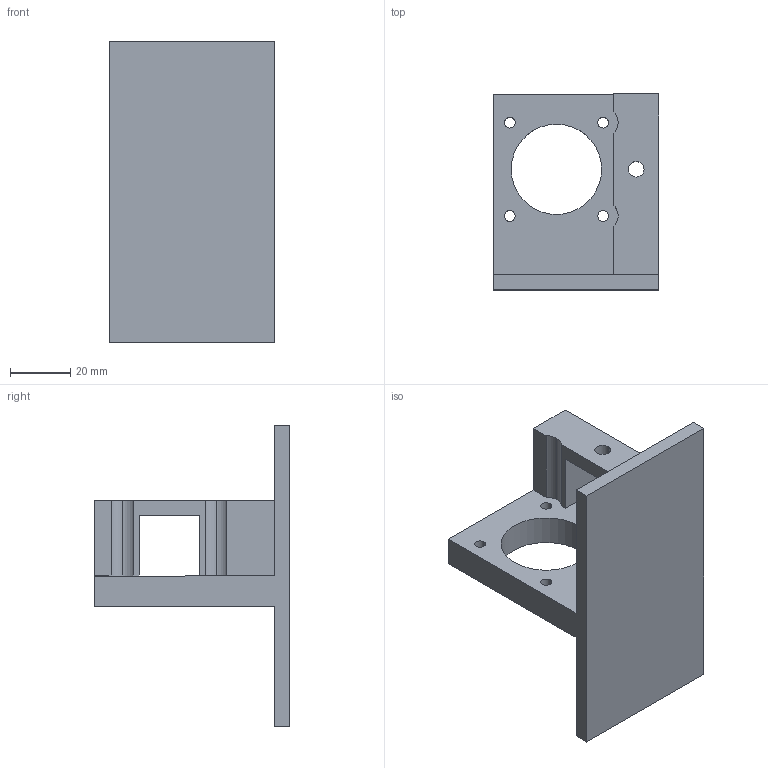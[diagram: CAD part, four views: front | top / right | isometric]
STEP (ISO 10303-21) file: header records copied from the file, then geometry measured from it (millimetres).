
FILE_DESCRIPTION (( 'STEP AP214' ), '1' );
FILE_NAME ('gá-dc.STEP', '2025-04-26T13:52:27', ( '' ), ( '' ), 'SwSTEP 2.0', 'SolidWorks 2024', '' );
FILE_SCHEMA (( 'AUTOMOTIVE_DESIGN' ));
Length unit declared in the file: millimetre
Products named in the file (1): gá-đc
Bounding box: 55 x 65 x 100 mm (x, y, z)
Volume: 68836.4 mm3; surface area: 23850.4 mm2
Topology: 1 solids, 1 shells, 35 faces, 102 edges, 68 vertices
Faces by surface type: cylinder 18, plane 17
Entity records: 1227 total; most frequent: DIRECTION 210, CARTESIAN_POINT 206, ORIENTED_EDGE 204, EDGE_CURVE 102, AXIS2_PLACEMENT_3D 72, VERTEX_POINT 68, LINE 66, VECTOR 66
